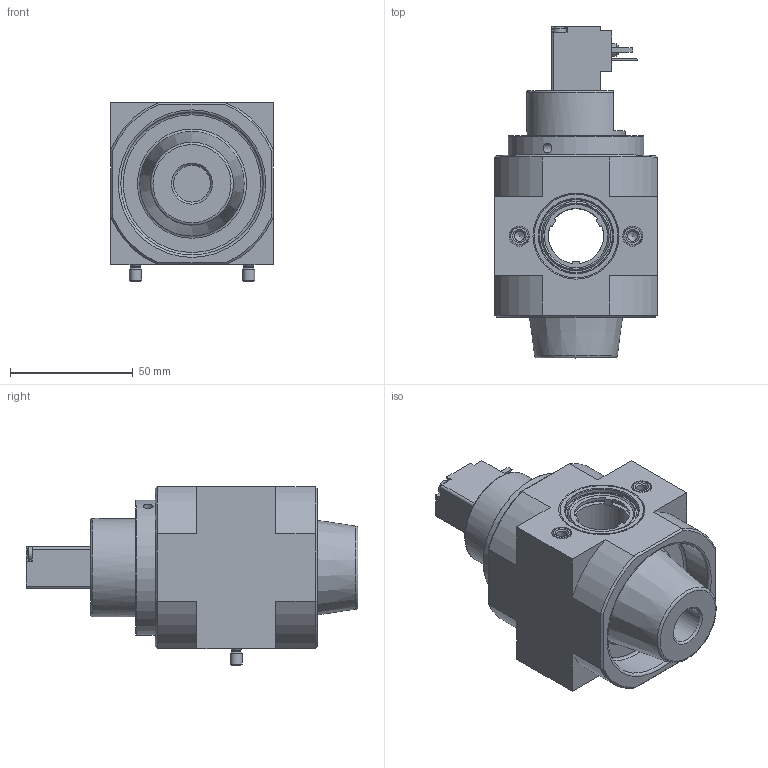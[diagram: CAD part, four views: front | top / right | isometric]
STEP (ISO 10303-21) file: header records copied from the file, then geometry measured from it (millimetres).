
FILE_DESCRIPTION(/* description */ ('STEP AP214'),/* implementation_level */ '2;1');
FILE_NAME(/* name */ '172962_HEE-D-MAXI-24',/* time_stamp */ '2024-08-21T19:33:55+02:00',/* author */ ('License CC BY-ND 4.0'),/* organization */ ('CADENAS'),/* preprocessor_version */ 'ST-DEVELOPER v19.3',/* originating_system */ 'PARTsolutions',/* authorisation */ ' ');
FILE_SCHEMA (('AUTOMOTIVE_DESIGN {1 0 10303 214 3 1 1}'));
Length unit declared in the file: millimetre
Products named in the file (4): 172962 HEE-D-MAXI-24; 746238 HEE-D-MAXI-24; 234370 FRB-D-MAXI; 364665 MSEB-3-24V-D
Assembly tree (4 placements, depth 2):
  172962 HEE-D-MAXI-24
    746238 HEE-D-MAXI-24
    234370 FRB-D-MAXI  x2
    364665 MSEB-3-24V-D
Bounding box: 66 x 135 x 72.8 mm (x, y, z)
Volume: 284643.9 mm3; surface area: 51004.4 mm2
Topology: 4 solids, 4 shells, 455 faces, 1075 edges, 665 vertices
Faces by surface type: plane 274, cylinder 113, cone 46, torus 16, sphere 6
Full cylindrical faces by diameter (mm): 2.013 x1, 2.5 x1, 3.7 x2, 3.8 x1, 4 x2, 4.134 x2, 5 x3, 5.4 x1, 5.5 x2, 5.6 x2, 6 x3, 7 x2, 8 x4, 8.4 x4, 14.95 x1, 22.5 x1, 30 x2, 34 x2, 40 x1, 55 x1, 58 x1
Entity records: 15269 total; most frequent: CARTESIAN_POINT 2187, DIRECTION 2162, ORIENTED_EDGE 1908, EDGE_CURVE 954, AXIS2_PLACEMENT_3D 808, VERTEX_POINT 636, FACE_BOUND 566, EDGE_LOOP 564
